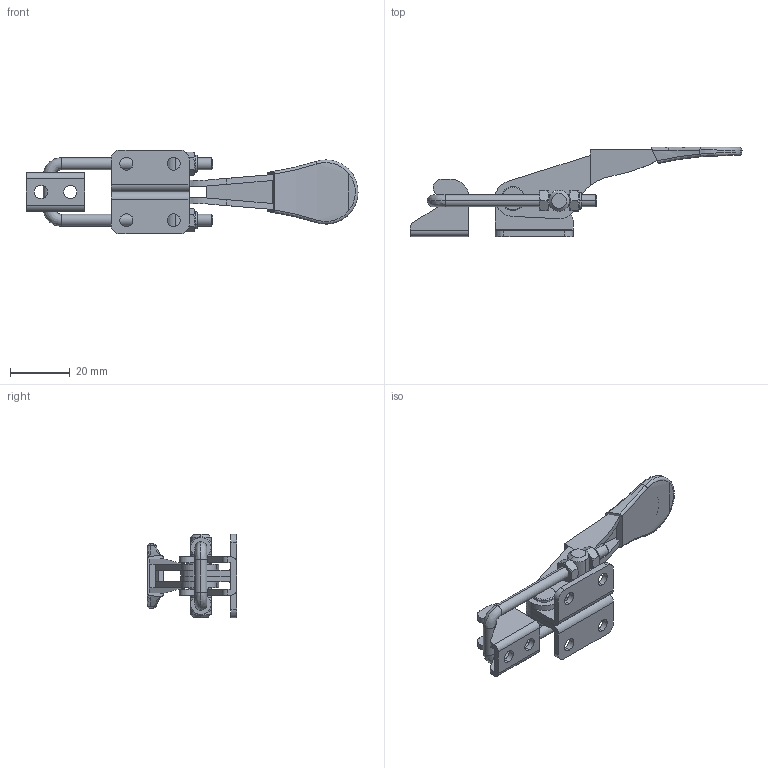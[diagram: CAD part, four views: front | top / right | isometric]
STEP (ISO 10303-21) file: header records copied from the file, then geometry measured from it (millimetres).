
FILE_DESCRIPTION (( 'STEP AP203' ), '1' );
FILE_NAME ('LU323.STEP', '2012-06-14T15:00:21', ( ' ' ), ( '' ), 'SwSTEP 2.0', 'SolidWorks 2012', '' );
FILE_SCHEMA (( 'CONFIG_CONTROL_DESIGN' ));
Length unit declared in the file: millimetre
Products named in the file (12): LU323; Copy of Part2; 007-23; PART1; Mirror14032313; 14032313; 14032301; 44032346; 44032344; M4-nut-1; M4 nut; Rivet
Assembly tree (13 placements, depth 3):
  LU323
    Rivet
    M4 nut  x2
    M4-nut-1  x2
    44032344
    44032346
    14032301
    14032313
    Mirror14032313
    007-23
      PART1
    Copy of Part2
Bounding box: 111.61 x 30 x 28.2 mm (x, y, z)
Volume: 11437 mm3; surface area: 13178 mm2
Topology: 12 solids, 12 shells, 278 faces, 663 edges, 414 vertices
Faces by surface type: cylinder 97, plane 90, cone 74, bspline 13, torus 4
Entity records: 8847 total; most frequent: CARTESIAN_POINT 2302, DIRECTION 1120, ORIENTED_EDGE 1078, EDGE_CURVE 539, AXIS2_PLACEMENT_3D 448, VERTEX_POINT 342, EDGE_LOOP 257, LINE 224
